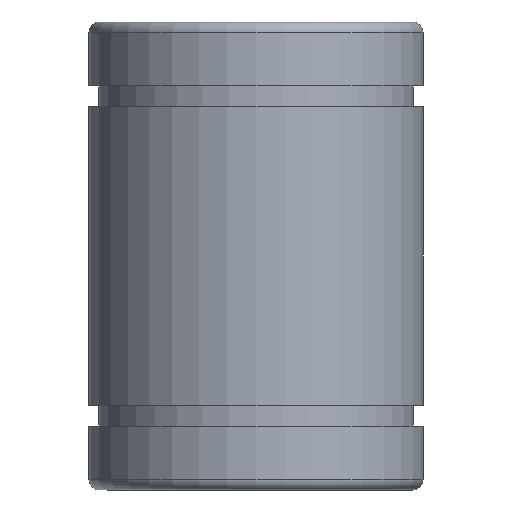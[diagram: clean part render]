
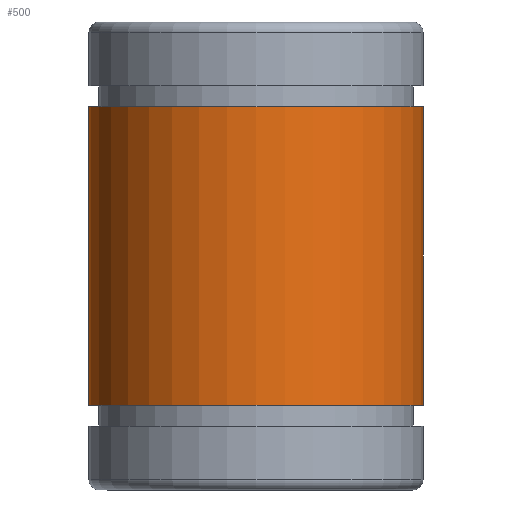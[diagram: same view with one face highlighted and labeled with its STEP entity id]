
A CAD part, left-side view. The second image highlights one B-rep face of the part: STEP entity #500.
In plain terms, the highlighted cylindrical face has radius 7.938 mm (diameter 15.875 mm), a partial arc.
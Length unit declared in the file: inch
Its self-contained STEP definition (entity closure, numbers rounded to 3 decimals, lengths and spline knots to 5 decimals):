
#3 = FACE_OUTER_BOUND ( 'NONE', #143, .T. ) ;
#23 = DIRECTION ( 'NONE',  ( 0., -1., 0. ) ) ;
#31 = CARTESIAN_POINT ( 'NONE',  ( 0., 0., 0.2789 ) ) ;
#35 = CARTESIAN_POINT ( 'NONE',  ( 0., -0.3125, 0.418 ) ) ;
#58 = CARTESIAN_POINT ( 'NONE',  ( 0., 0., -0.2789 ) ) ;
#68 = DIRECTION ( 'NONE',  ( 0., 0., 1. ) ) ;
#93 = VECTOR ( 'NONE', #523, 39.37008 ) ;
#128 = VERTEX_POINT ( 'NONE', #581 ) ;
#143 = EDGE_LOOP ( 'NONE', ( #283, #642, #736, #152 ) ) ;
#152 = ORIENTED_EDGE ( 'NONE', *, *, #675, .F. ) ;
#216 = CARTESIAN_POINT ( 'NONE',  ( 0., -0.3125, 0.2789 ) ) ;
#248 = CYLINDRICAL_SURFACE ( 'NONE', #728, 0.3125 ) ;
#250 = CARTESIAN_POINT ( 'NONE',  ( 0., 0.3125, 0.2789 ) ) ;
#266 = CARTESIAN_POINT ( 'NONE',  ( 0., -0.3125, -0.2789 ) ) ;
#283 = ORIENTED_EDGE ( 'NONE', *, *, #612, .F. ) ;
#316 = AXIS2_PLACEMENT_3D ( 'NONE', #31, #68, #23 ) ;
#339 = EDGE_CURVE ( 'NONE', #632, #596, #684, .T. ) ;
#374 = DIRECTION ( 'NONE',  ( 0., -1., 0. ) ) ;
#383 = CARTESIAN_POINT ( 'NONE',  ( 0., 0., 0.418 ) ) ;
#403 = CARTESIAN_POINT ( 'NONE',  ( 0., 0.3125, 0.418 ) ) ;
#426 = EDGE_CURVE ( 'NONE', #128, #632, #695, .T. ) ;
#446 = CIRCLE ( 'NONE', #316, 0.3125 ) ;
#468 = LINE ( 'NONE', #403, #93 ) ;
#499 = AXIS2_PLACEMENT_3D ( 'NONE', #58, #625, #374 ) ;
#500 = ADVANCED_FACE ( 'NONE', ( #3 ), #248, .T. ) ;
#523 = DIRECTION ( 'NONE',  ( 0., 0., 1. ) ) ;
#581 = CARTESIAN_POINT ( 'NONE',  ( 0., 0.3125, -0.2789 ) ) ;
#596 = VERTEX_POINT ( 'NONE', #216 ) ;
#612 = EDGE_CURVE ( 'NONE', #128, #836, #468, .T. ) ;
#625 = DIRECTION ( 'NONE',  ( 0., 0., 1. ) ) ;
#632 = VERTEX_POINT ( 'NONE', #266 ) ;
#642 = ORIENTED_EDGE ( 'NONE', *, *, #426, .T. ) ;
#675 = EDGE_CURVE ( 'NONE', #836, #596, #446, .T. ) ;
#684 = LINE ( 'NONE', #35, #746 ) ;
#695 = CIRCLE ( 'NONE', #499, 0.3125 ) ;
#696 = DIRECTION ( 'NONE',  ( 0., -1., 0. ) ) ;
#709 = DIRECTION ( 'NONE',  ( 0., 0., 1. ) ) ;
#728 = AXIS2_PLACEMENT_3D ( 'NONE', #383, #709, #696 ) ;
#736 = ORIENTED_EDGE ( 'NONE', *, *, #339, .T. ) ;
#746 = VECTOR ( 'NONE', #812, 39.37008 ) ;
#812 = DIRECTION ( 'NONE',  ( 0., 0., 1. ) ) ;
#836 = VERTEX_POINT ( 'NONE', #250 ) ;
